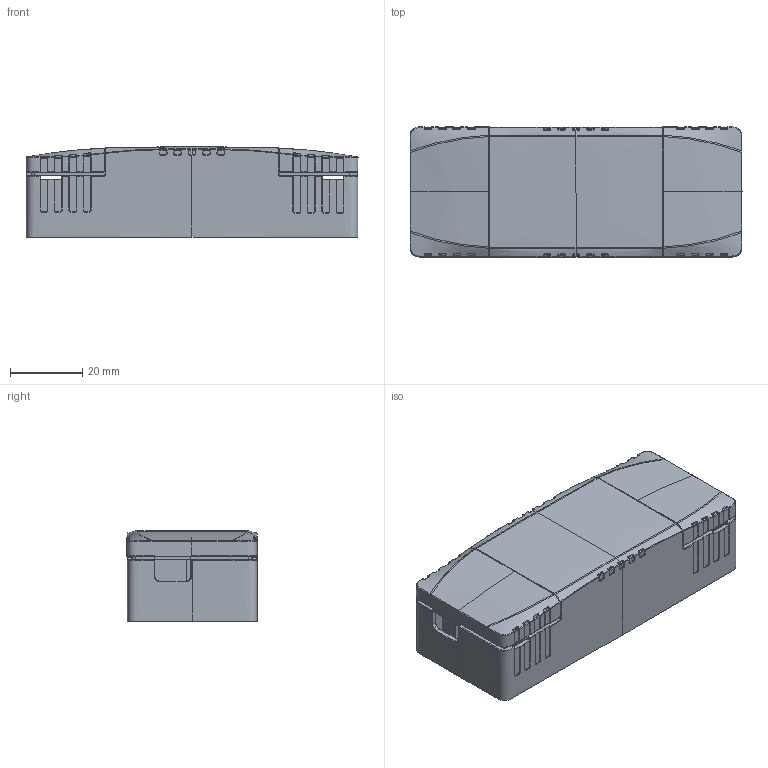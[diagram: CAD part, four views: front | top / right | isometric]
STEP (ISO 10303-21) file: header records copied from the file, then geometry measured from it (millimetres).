
FILE_DESCRIPTION(/* description */ (''),/* implementation_level */ '2;1');
FILE_NAME(/* name */ '8W、12~2',/* time_stamp */ '2023-07-05T17:28:36+08:00',/* author */ (''),/* organization */ (''),/* preprocessor_version */ 'ST-DEVELOPER v16.5',/* originating_system */ '',/* authorisation */ '');
FILE_SCHEMA (('AUTOMOTIVE_DESIGN'));
Length unit declared in the file: millimetre
Products named in the file (1): Document
Bounding box: 92 x 36.1 x 25 mm (x, y, z)
Volume: 66530.3 mm3; surface area: 20508.8 mm2
Topology: 3 solids, 3 shells, 1314 faces, 3235 edges, 1927 vertices
Faces by surface type: bspline 1025, plane 289
Entity records: 65523 total; most frequent: CARTESIAN_POINT 45127, ORIENTED_EDGE 6470, EDGE_CURVE 3235, B_SPLINE_CURVE_WITH_KNOTS 3050, VERTEX_POINT 1927, EDGE_LOOP 1326, ADVANCED_FACE 1314, FACE_OUTER_BOUND 1314
